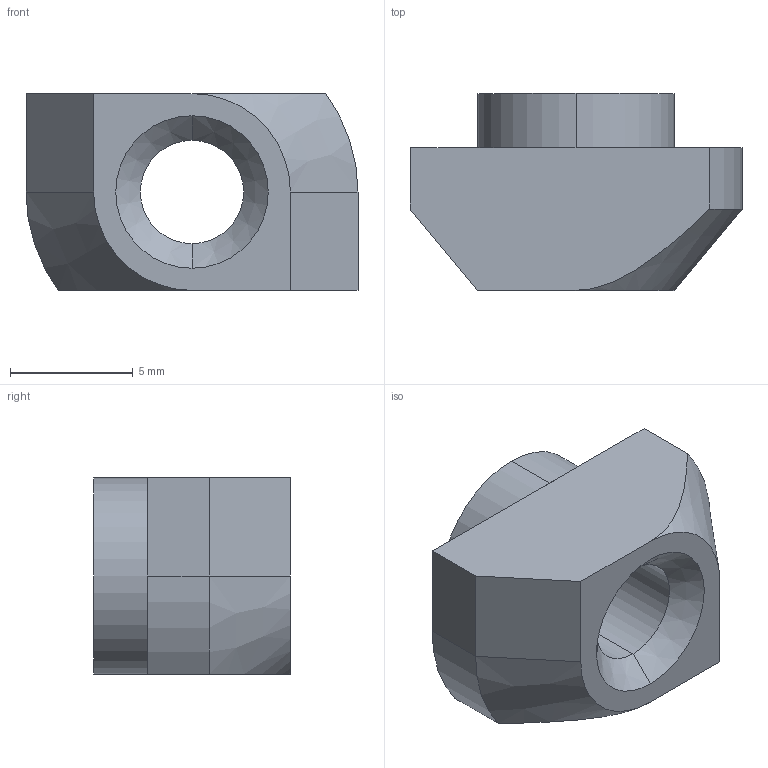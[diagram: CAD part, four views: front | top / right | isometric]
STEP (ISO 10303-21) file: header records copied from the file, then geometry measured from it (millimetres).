
FILE_DESCRIPTION (( 'STEP AP203' ), '1' );
FILE_NAME ('ALF-TNP80M5-8.step', '2024-08-08T12:49:42', ( '' ), ( '' ), 'SwSTEP 2.0', 'SolidWorks 2022', '' );
FILE_SCHEMA (( 'CONFIG_CONTROL_DESIGN' ));
Length unit declared in the file: millimetre
Products named in the file (1): ALF-TNP80M5-8
Bounding box: 13.5 x 8 x 8 mm (x, y, z)
Volume: 514.7 mm3; surface area: 516.8 mm2
Topology: 1 solids, 1 shells, 22 faces, 50 edges, 30 vertices
Faces by surface type: plane 10, cylinder 6, cone 6
Entity records: 713 total; most frequent: CARTESIAN_POINT 127, DIRECTION 112, ORIENTED_EDGE 100, EDGE_CURVE 50, AXIS2_PLACEMENT_3D 41, VECTOR 30, VERTEX_POINT 30, LINE 30
